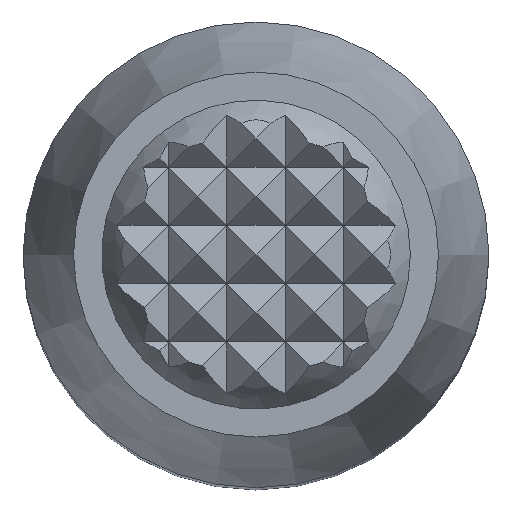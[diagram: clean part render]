
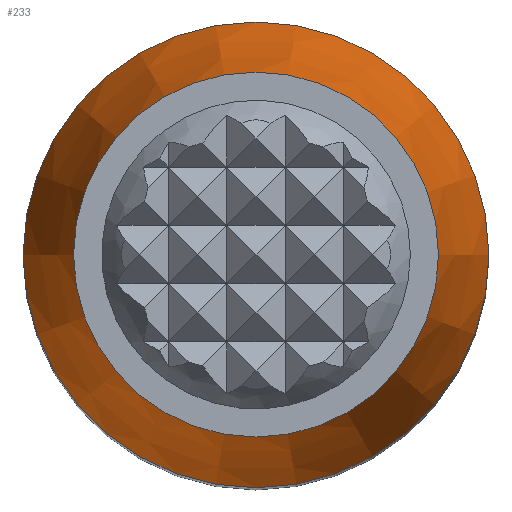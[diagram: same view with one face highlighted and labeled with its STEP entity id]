
A CAD part, top view. The second image highlights one B-rep face of the part: STEP entity #233.
In plain terms, the highlighted conical face has half-angle 14.57 degrees and reference radius 4.7 mm.
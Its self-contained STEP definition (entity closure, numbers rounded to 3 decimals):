
#233 = ADVANCED_FACE( '', ( #511, #512 ), #513, .T. );
#511 = FACE_OUTER_BOUND( '', #834, .T. );
#512 = FACE_BOUND( '', #835, .T. );
#513 = CONICAL_SURFACE( '', #836, 4.7, 0.254 );
#834 = EDGE_LOOP( '', ( #1416 ) );
#835 = EDGE_LOOP( '', ( #1417 ) );
#836 = AXIS2_PLACEMENT_3D( '', #1418, #1419, #1420 );
#1416 = ORIENTED_EDGE( '', *, *, #1986, .F. );
#1417 = ORIENTED_EDGE( '', *, *, #1972, .F. );
#1418 = CARTESIAN_POINT( '', ( 0., 0., 38.68 ) );
#1419 = DIRECTION( '', ( 0., 0., -1. ) );
#1420 = DIRECTION( '', ( -1., 0., 0. ) );
#1972 = EDGE_CURVE( '', #2353, #2353, #2354, .T. );
#1986 = EDGE_CURVE( '', #2370, #2370, #2371, .F. );
#2353 = VERTEX_POINT( '', #2838 );
#2354 = CIRCLE( '', #2839, 4.7 );
#2370 = VERTEX_POINT( '', #2861 );
#2371 = CIRCLE( '', #2862, 6. );
#2838 = CARTESIAN_POINT( '', ( 4.7, 0., 38.68 ) );
#2839 = AXIS2_PLACEMENT_3D( '', #3228, #3229, #3230 );
#2861 = CARTESIAN_POINT( '', ( 6., 0., 33.68 ) );
#2862 = AXIS2_PLACEMENT_3D( '', #3237, #3238, #3239 );
#3228 = CARTESIAN_POINT( '', ( 0., 0., 38.68 ) );
#3229 = DIRECTION( '', ( 0., 0., 1. ) );
#3230 = DIRECTION( '', ( 1., 0., 0. ) );
#3237 = CARTESIAN_POINT( '', ( 0., 0., 33.68 ) );
#3238 = DIRECTION( '', ( 0., 0., 1. ) );
#3239 = DIRECTION( '', ( 1., 0., 0. ) );
